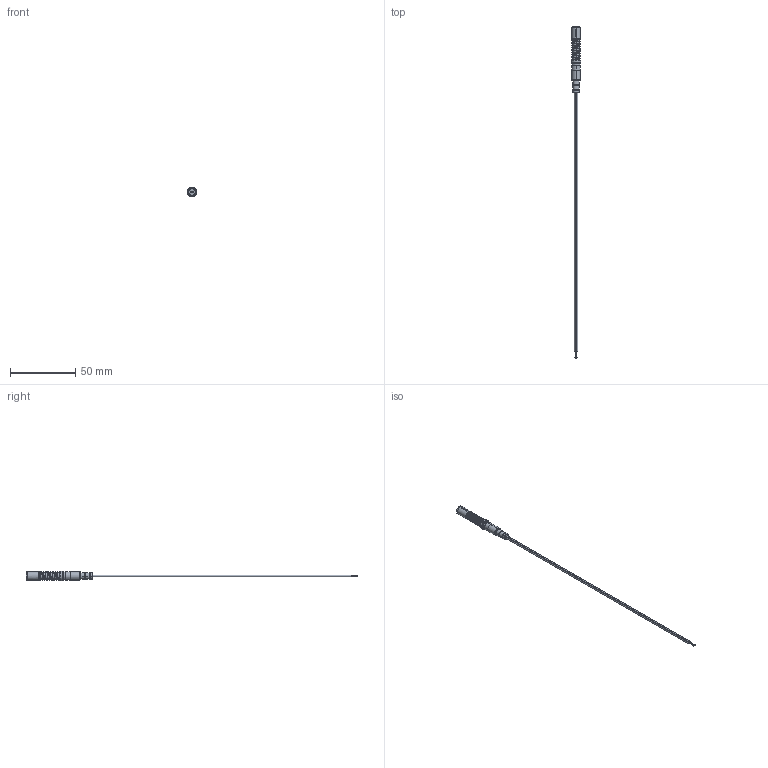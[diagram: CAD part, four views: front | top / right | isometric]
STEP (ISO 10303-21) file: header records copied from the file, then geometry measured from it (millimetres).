
FILE_DESCRIPTION (( 'STEP AP203' ), '1' );
FILE_NAME ('INGUN_TKS-691_402_650_U_xx02_T9.STEP', '2025-11-20T14:11:10', ( '' ), ( '' ), 'SwSTEP 2.0', 'SolidWorks 2023', '' );
FILE_SCHEMA (( 'CONFIG_CONTROL_DESIGN' ));
Length unit declared in the file: millimetre
Products named in the file (1): INGUN_TKS-691_402_650_U_xx02_T9
Bounding box: 7.5 x 254.99 x 7.5 mm (x, y, z)
Volume: 1966.2 mm3; surface area: 3105.5 mm2
Topology: 1 solids, 1 shells, 171 faces, 444 edges, 291 vertices
Faces by surface type: plane 71, cylinder 66, bspline 24, torus 6, cone 4
Entity records: 8659 total; most frequent: CARTESIAN_POINT 4443, ORIENTED_EDGE 888, DIRECTION 852, EDGE_CURVE 444, AXIS2_PLACEMENT_3D 352, VERTEX_POINT 291, CIRCLE 204, EDGE_LOOP 189
